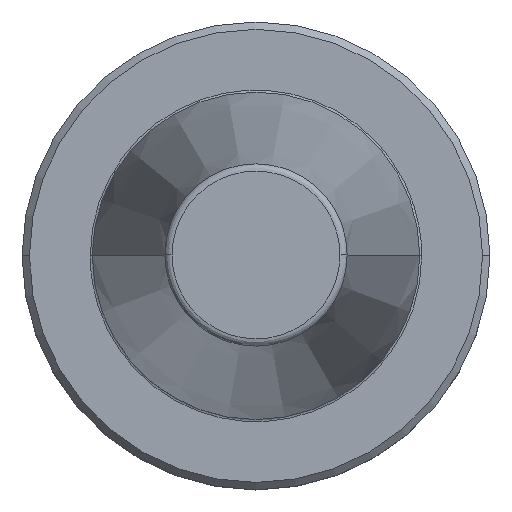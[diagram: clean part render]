
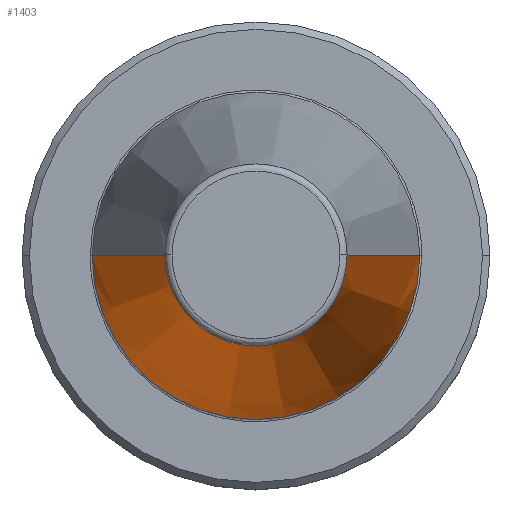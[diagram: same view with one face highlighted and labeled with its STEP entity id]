
A CAD part, top view. The second image highlights one B-rep face of the part: STEP entity #1403.
In plain terms, the highlighted conical face has half-angle 8.297 degrees and reference radius 22.225 mm.
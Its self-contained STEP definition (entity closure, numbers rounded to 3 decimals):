
#25 = DIRECTION ( 'NONE',  ( 0., 0., -1. ) ) ;
#55 = EDGE_CURVE ( 'NONE', #387, #336, #574, .T. ) ;
#60 = ORIENTED_EDGE ( 'NONE', *, *, #910, .T. ) ;
#79 = FACE_OUTER_BOUND ( 'NONE', #441, .T. ) ;
#122 = CARTESIAN_POINT ( 'NONE',  ( 22.225, 0., 0. ) ) ;
#129 = VECTOR ( 'NONE', #759, 1000. ) ;
#148 = CARTESIAN_POINT ( 'NONE',  ( -22.225, 0., 0. ) ) ;
#243 = CARTESIAN_POINT ( 'NONE',  ( -22.225, 0., 0. ) ) ;
#251 = VECTOR ( 'NONE', #982, 1000. ) ;
#292 = ORIENTED_EDGE ( 'NONE', *, *, #1010, .F. ) ;
#318 = DIRECTION ( 'NONE',  ( 0., 0., -1. ) ) ;
#336 = VERTEX_POINT ( 'NONE', #243 ) ;
#379 = CARTESIAN_POINT ( 'NONE',  ( 12.375, 0., 67.544 ) ) ;
#387 = VERTEX_POINT ( 'NONE', #713 ) ;
#425 = ORIENTED_EDGE ( 'NONE', *, *, #55, .T. ) ;
#441 = EDGE_LOOP ( 'NONE', ( #292, #60, #425, #1080 ) ) ;
#449 = VERTEX_POINT ( 'NONE', #379 ) ;
#460 = LINE ( 'NONE', #631, #129 ) ;
#465 = AXIS2_PLACEMENT_3D ( 'NONE', #750, #25, #863 ) ;
#572 = CARTESIAN_POINT ( 'NONE',  ( 0., 0., 67.544 ) ) ;
#574 = LINE ( 'NONE', #148, #251 ) ;
#631 = CARTESIAN_POINT ( 'NONE',  ( 22.225, 0., 0. ) ) ;
#633 = CONICAL_SURFACE ( 'NONE', #930, 22.225, 0.145 ) ;
#713 = CARTESIAN_POINT ( 'NONE',  ( -12.375, 0., 67.544 ) ) ;
#750 = CARTESIAN_POINT ( 'NONE',  ( 0., 0., 0. ) ) ;
#759 = DIRECTION ( 'NONE',  ( 0.144, 0., -0.99 ) ) ;
#863 = DIRECTION ( 'NONE',  ( 1., 0., 0. ) ) ;
#879 = CIRCLE ( 'NONE', #1326, 12.375 ) ;
#910 = EDGE_CURVE ( 'NONE', #449, #387, #879, .T. ) ;
#930 = AXIS2_PLACEMENT_3D ( 'NONE', #1380, #1126, #1337 ) ;
#972 = CIRCLE ( 'NONE', #465, 22.225 ) ;
#982 = DIRECTION ( 'NONE',  ( -0.144, 0., -0.99 ) ) ;
#1010 = EDGE_CURVE ( 'NONE', #449, #1515, #460, .T. ) ;
#1080 = ORIENTED_EDGE ( 'NONE', *, *, #1123, .F. ) ;
#1109 = DIRECTION ( 'NONE',  ( -1., 0., 0. ) ) ;
#1123 = EDGE_CURVE ( 'NONE', #1515, #336, #972, .T. ) ;
#1126 = DIRECTION ( 'NONE',  ( 0., 0., -1. ) ) ;
#1326 = AXIS2_PLACEMENT_3D ( 'NONE', #572, #318, #1109 ) ;
#1337 = DIRECTION ( 'NONE',  ( -1., 0., 0. ) ) ;
#1380 = CARTESIAN_POINT ( 'NONE',  ( 0., 0., 0. ) ) ;
#1403 = ADVANCED_FACE ( 'NONE', ( #79 ), #633, .T. ) ;
#1515 = VERTEX_POINT ( 'NONE', #122 ) ;
